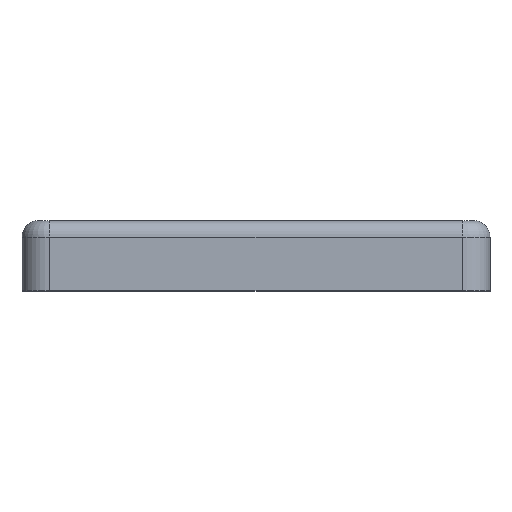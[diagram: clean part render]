
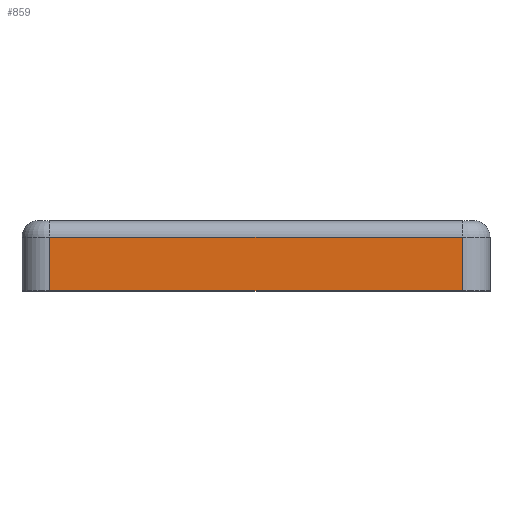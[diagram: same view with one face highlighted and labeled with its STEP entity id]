
A CAD part, top view. The second image highlights one B-rep face of the part: STEP entity #859.
In plain terms, the highlighted planar face has unit normal (0, 0, 1).
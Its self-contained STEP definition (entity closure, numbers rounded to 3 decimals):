
#104 = VERTEX_POINT ( 'NONE', #1191 ) ;
#161 = CARTESIAN_POINT ( 'NONE',  ( 11.2, -0.9, 13.3 ) ) ;
#249 = LINE ( 'NONE', #1598, #1228 ) ;
#478 = LINE ( 'NONE', #1686, #819 ) ;
#507 = VERTEX_POINT ( 'NONE', #1726 ) ;
#531 = DIRECTION ( 'NONE',  ( 1., 0., 0. ) ) ;
#655 = VECTOR ( 'NONE', #1447, 1000. ) ;
#664 = EDGE_CURVE ( 'NONE', #104, #2308, #1825, .T. ) ;
#715 = CARTESIAN_POINT ( 'NONE',  ( -11.2, -0.9, 13.3 ) ) ;
#719 = DIRECTION ( 'NONE',  ( 1., 0., 0. ) ) ;
#812 = ORIENTED_EDGE ( 'NONE', *, *, #2104, .F. ) ;
#819 = VECTOR ( 'NONE', #882, 1000. ) ;
#859 = ADVANCED_FACE ( 'NONE', ( #1101 ), #2425, .T. ) ;
#882 = DIRECTION ( 'NONE',  ( 1., 0., 0. ) ) ;
#933 = CARTESIAN_POINT ( 'NONE',  ( -11.2, -3.8, 13.3 ) ) ;
#1090 = CARTESIAN_POINT ( 'NONE',  ( -11.2, 0., 13.3 ) ) ;
#1101 = FACE_OUTER_BOUND ( 'NONE', #1704, .T. ) ;
#1191 = CARTESIAN_POINT ( 'NONE',  ( -11.2, -0.9, 13.3 ) ) ;
#1228 = VECTOR ( 'NONE', #1612, 1000. ) ;
#1447 = DIRECTION ( 'NONE',  ( 0., -1., 0. ) ) ;
#1556 = AXIS2_PLACEMENT_3D ( 'NONE', #1090, #2463, #719 ) ;
#1588 = VERTEX_POINT ( 'NONE', #161 ) ;
#1590 = VECTOR ( 'NONE', #531, 1000. ) ;
#1598 = CARTESIAN_POINT ( 'NONE',  ( 11.2, 0., 13.3 ) ) ;
#1612 = DIRECTION ( 'NONE',  ( 0., -1., 0. ) ) ;
#1686 = CARTESIAN_POINT ( 'NONE',  ( -11.2, -3.8, 13.3 ) ) ;
#1704 = EDGE_LOOP ( 'NONE', ( #1819, #812, #2051, #2346 ) ) ;
#1726 = CARTESIAN_POINT ( 'NONE',  ( 11.2, -3.8, 13.3 ) ) ;
#1784 = EDGE_CURVE ( 'NONE', #104, #1588, #1862, .T. ) ;
#1819 = ORIENTED_EDGE ( 'NONE', *, *, #1832, .T. ) ;
#1825 = LINE ( 'NONE', #2179, #655 ) ;
#1832 = EDGE_CURVE ( 'NONE', #2308, #507, #478, .T. ) ;
#1862 = LINE ( 'NONE', #715, #1590 ) ;
#2051 = ORIENTED_EDGE ( 'NONE', *, *, #1784, .F. ) ;
#2104 = EDGE_CURVE ( 'NONE', #1588, #507, #249, .T. ) ;
#2179 = CARTESIAN_POINT ( 'NONE',  ( -11.2, 0., 13.3 ) ) ;
#2308 = VERTEX_POINT ( 'NONE', #933 ) ;
#2346 = ORIENTED_EDGE ( 'NONE', *, *, #664, .T. ) ;
#2425 = PLANE ( 'NONE',  #1556 ) ;
#2463 = DIRECTION ( 'NONE',  ( 0., 0., 1. ) ) ;
